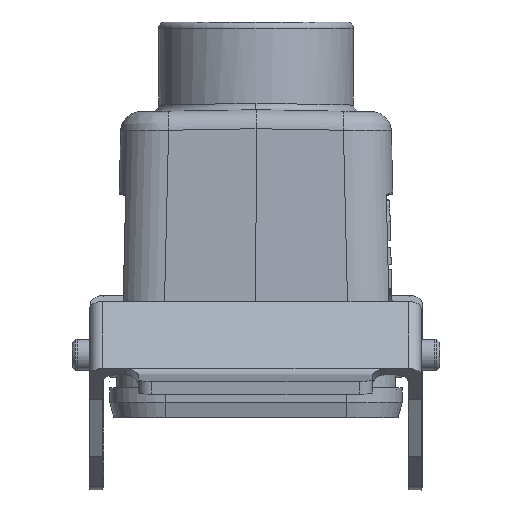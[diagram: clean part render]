
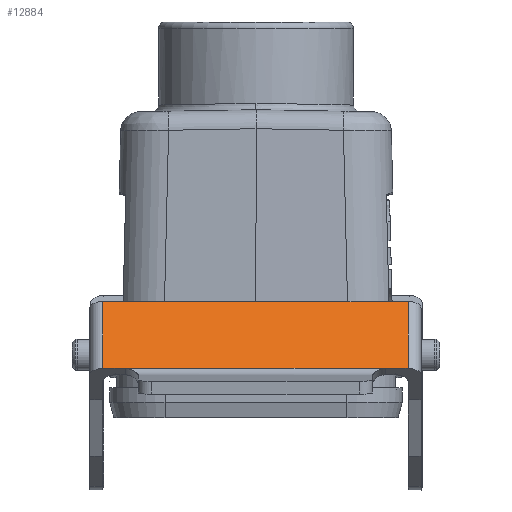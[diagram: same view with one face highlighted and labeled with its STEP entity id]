
A CAD part, left-side view. The second image highlights one B-rep face of the part: STEP entity #12884.
In plain terms, the highlighted face is planar.
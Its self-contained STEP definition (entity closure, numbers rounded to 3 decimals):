
#12742=CARTESIAN_POINT('',(27.125,6.684,-47.));
#12743=VERTEX_POINT('',#12742);
#12761=CARTESIAN_POINT('',(27.125,18.684,-47.));
#12762=VERTEX_POINT('',#12761);
#12770=CARTESIAN_POINT('',(27.125,18.684,-47.));
#12771=DIRECTION('',(0.0,-1.0,0.0));
#12772=VECTOR('',#12771,12.);
#12773=LINE('',#12770,#12772);
#12774=EDGE_CURVE('',#12762,#12743,#12773,.T.);
#12785=CARTESIAN_POINT('',(27.125,6.684,0.0));
#12786=VERTEX_POINT('',#12785);
#12787=CARTESIAN_POINT('',(27.125,6.684,-47.));
#12788=DIRECTION('',(0.0,0.0,1.0));
#12789=VECTOR('',#12788,47.);
#12790=LINE('',#12787,#12789);
#12791=EDGE_CURVE('',#12743,#12786,#12790,.T.);
#12845=CARTESIAN_POINT('',(27.125,12.684,-23.5));
#12846=DIRECTION('',(1.0,0.0,0.0));
#12847=DIRECTION('',(0.0,0.0,-1.0));
#12848=AXIS2_PLACEMENT_3D('',#12845,#12846,#12847);
#12849=PLANE('',#12848);
#12850=ORIENTED_EDGE('',*,*,#12774,.F.);
#12851=CARTESIAN_POINT('',(27.125,18.684,-43.5));
#12852=VERTEX_POINT('',#12851);
#12853=CARTESIAN_POINT('',(27.125,18.684,-43.5));
#12854=DIRECTION('',(0.0,0.0,-1.0));
#12855=VECTOR('',#12854,3.5);
#12856=LINE('',#12853,#12855);
#12857=EDGE_CURVE('',#12852,#12762,#12856,.T.);
#12858=ORIENTED_EDGE('',*,*,#12857,.F.);
#12859=CARTESIAN_POINT('',(27.125,18.684,-3.5));
#12860=VERTEX_POINT('',#12859);
#12861=CARTESIAN_POINT('',(27.125,18.684,-3.5));
#12862=DIRECTION('',(0.0,0.0,-1.0));
#12863=VECTOR('',#12862,40.);
#12864=LINE('',#12861,#12863);
#12865=EDGE_CURVE('',#12860,#12852,#12864,.T.);
#12866=ORIENTED_EDGE('',*,*,#12865,.F.);
#12867=CARTESIAN_POINT('',(27.125,18.684,0.0));
#12868=VERTEX_POINT('',#12867);
#12869=CARTESIAN_POINT('',(27.125,18.684,0.0));
#12870=DIRECTION('',(0.0,0.0,-1.0));
#12871=VECTOR('',#12870,3.5);
#12872=LINE('',#12869,#12871);
#12873=EDGE_CURVE('',#12868,#12860,#12872,.T.);
#12874=ORIENTED_EDGE('',*,*,#12873,.F.);
#12875=CARTESIAN_POINT('',(27.125,6.684,0.0));
#12876=DIRECTION('',(0.0,1.0,0.0));
#12877=VECTOR('',#12876,12.);
#12878=LINE('',#12875,#12877);
#12879=EDGE_CURVE('',#12786,#12868,#12878,.T.);
#12880=ORIENTED_EDGE('',*,*,#12879,.F.);
#12881=ORIENTED_EDGE('',*,*,#12791,.F.);
#12882=EDGE_LOOP('',(#12850,#12858,#12866,#12874,#12880,#12881));
#12883=FACE_OUTER_BOUND('',#12882,.T.);
#12884=ADVANCED_FACE('',(#12883),#12849,.T.);
